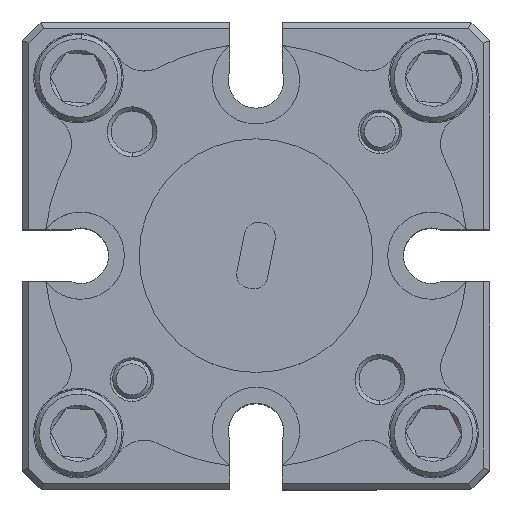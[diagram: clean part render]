
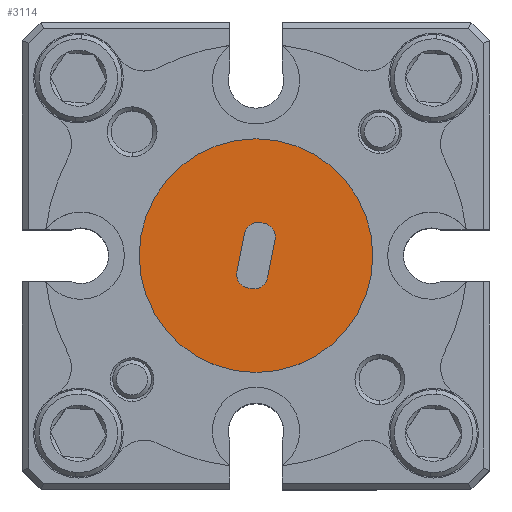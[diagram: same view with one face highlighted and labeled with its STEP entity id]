
A CAD part, top view. The second image highlights one B-rep face of the part: STEP entity #3114.
In plain terms, the highlighted planar face has unit normal (0, 0, 1).
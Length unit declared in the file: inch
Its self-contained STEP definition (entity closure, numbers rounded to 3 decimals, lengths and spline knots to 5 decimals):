
#383 = CARTESIAN_POINT ( 'NONE',  ( 0.375, 0.375, 0.3785 ) ) ;
#390 = EDGE_CURVE ( 'NONE', #10754, #1180, #6726, .T. ) ;
#426 = DIRECTION ( 'NONE',  ( -0.194, -0.981, 0. ) ) ;
#540 = DIRECTION ( 'NONE',  ( 0., -1., 0. ) ) ;
#649 = CARTESIAN_POINT ( 'NONE',  ( 0.00906, 0.03032, 0.3785 ) ) ;
#765 = EDGE_LOOP ( 'NONE', ( #4363, #8866 ) ) ;
#786 = CIRCLE ( 'NONE', #4336, 0.022 ) ;
#972 = ORIENTED_EDGE ( 'NONE', *, *, #3232, .F. ) ;
#979 = AXIS2_PLACEMENT_3D ( 'NONE', #6953, #1408, #9023 ) ;
#1180 = VERTEX_POINT ( 'NONE', #11114 ) ;
#1211 = CARTESIAN_POINT ( 'NONE',  ( -0.01333, -0.0519, 0.3785 ) ) ;
#1408 = DIRECTION ( 'NONE',  ( 0., 0., 1. ) ) ;
#1516 = DIRECTION ( 'NONE',  ( 0., 1., 0. ) ) ;
#1734 = VERTEX_POINT ( 'NONE', #3882 ) ;
#1843 = ORIENTED_EDGE ( 'NONE', *, *, #390, .F. ) ;
#1904 = EDGE_CURVE ( 'NONE', #13490, #10754, #786, .T. ) ;
#1944 = VERTEX_POINT ( 'NONE', #7615 ) ;
#1963 = AXIS2_PLACEMENT_3D ( 'NONE', #383, #2606, #8626 ) ;
#2001 = CARTESIAN_POINT ( 'NONE',  ( -0.00745, -0.05306, 0.3785 ) ) ;
#2166 = AXIS2_PLACEMENT_3D ( 'NONE', #12322, #13240, #11224 ) ;
#2329 = FACE_BOUND ( 'NONE', #6846, .T. ) ;
#2394 = PLANE ( 'NONE',  #1963 ) ;
#2606 = DIRECTION ( 'NONE',  ( 0., 0., -1. ) ) ;
#2731 = DIRECTION ( 'NONE',  ( 0., 0., 1. ) ) ;
#2761 = CIRCLE ( 'NONE', #6307, 0.1875 ) ;
#2845 = ORIENTED_EDGE ( 'NONE', *, *, #7621, .F. ) ;
#3047 = EDGE_CURVE ( 'NONE', #3100, #1944, #5066, .T. ) ;
#3100 = VERTEX_POINT ( 'NONE', #9873 ) ;
#3114 = ADVANCED_FACE ( 'NONE', ( #2329, #12096 ), #2394, .F. ) ;
#3232 = EDGE_CURVE ( 'NONE', #10852, #4566, #3968, .T. ) ;
#3595 = ORIENTED_EDGE ( 'NONE', *, *, #9030, .F. ) ;
#3737 = AXIS2_PLACEMENT_3D ( 'NONE', #649, #2731, #4690 ) ;
#3852 = EDGE_CURVE ( 'NONE', #9683, #12851, #2761, .T. ) ;
#3882 = CARTESIAN_POINT ( 'NONE',  ( 0.01333, 0.0519, 0.3785 ) ) ;
#3957 = AXIS2_PLACEMENT_3D ( 'NONE', #6498, #10706, #4066 ) ;
#3968 = CIRCLE ( 'NONE', #8828, 0.022 ) ;
#4066 = DIRECTION ( 'NONE',  ( 0., -1., 0. ) ) ;
#4096 = LINE ( 'NONE', #8305, #7077 ) ;
#4336 = AXIS2_PLACEMENT_3D ( 'NONE', #12949, #8994, #540 ) ;
#4363 = ORIENTED_EDGE ( 'NONE', *, *, #3852, .T. ) ;
#4365 = CIRCLE ( 'NONE', #2166, 0.022 ) ;
#4566 = VERTEX_POINT ( 'NONE', #1211 ) ;
#4690 = DIRECTION ( 'NONE',  ( 0., 1., 0. ) ) ;
#4893 = DIRECTION ( 'NONE',  ( 0., 0., 1. ) ) ;
#5053 = EDGE_CURVE ( 'NONE', #1944, #10852, #9779, .T. ) ;
#5066 = CIRCLE ( 'NONE', #3957, 0.022 ) ;
#5210 = DIRECTION ( 'NONE',  ( -0.981, 0.194, 0. ) ) ;
#5269 = CARTESIAN_POINT ( 'NONE',  ( 0., 0., 0.3785 ) ) ;
#5274 = ORIENTED_EDGE ( 'NONE', *, *, #5053, .F. ) ;
#5340 = ORIENTED_EDGE ( 'NONE', *, *, #1904, .F. ) ;
#5392 = CARTESIAN_POINT ( 'NONE',  ( -0.03064, -0.02604, 0.3785 ) ) ;
#5521 = CARTESIAN_POINT ( 'NONE',  ( 0., 0.1875, 0.3785 ) ) ;
#6295 = CARTESIAN_POINT ( 'NONE',  ( -0.00745, -0.05306, 0.3785 ) ) ;
#6307 = AXIS2_PLACEMENT_3D ( 'NONE', #5269, #8995, #1516 ) ;
#6498 = CARTESIAN_POINT ( 'NONE',  ( 0.00318, 0.03148, 0.3785 ) ) ;
#6726 = LINE ( 'NONE', #9983, #9365 ) ;
#6846 = EDGE_LOOP ( 'NONE', ( #1843, #5340, #11712, #972, #5274, #13315, #3595, #2845, #9144 ) ) ;
#6953 = CARTESIAN_POINT ( 'NONE',  ( 0., 0., 0.3785 ) ) ;
#7038 = EDGE_CURVE ( 'NONE', #1180, #1734, #9926, .T. ) ;
#7077 = VECTOR ( 'NONE', #5210, 39.37008 ) ;
#7615 = CARTESIAN_POINT ( 'NONE',  ( -0.01841, 0.03576, 0.3785 ) ) ;
#7621 = EDGE_CURVE ( 'NONE', #1734, #10870, #4096, .T. ) ;
#8002 = EDGE_CURVE ( 'NONE', #4566, #13490, #10235, .T. ) ;
#8305 = CARTESIAN_POINT ( 'NONE',  ( 0.01333, 0.0519, 0.3785 ) ) ;
#8595 = CARTESIAN_POINT ( 'NONE',  ( -0.03064, -0.02604, 0.3785 ) ) ;
#8626 = DIRECTION ( 'NONE',  ( 0., -1., 0. ) ) ;
#8773 = CARTESIAN_POINT ( 'NONE',  ( 0.01841, -0.03576, 0.3785 ) ) ;
#8828 = AXIS2_PLACEMENT_3D ( 'NONE', #13336, #4893, #8976 ) ;
#8866 = ORIENTED_EDGE ( 'NONE', *, *, #12814, .T. ) ;
#8976 = DIRECTION ( 'NONE',  ( 0., -1., 0. ) ) ;
#8994 = DIRECTION ( 'NONE',  ( 0., 0., 1. ) ) ;
#8995 = DIRECTION ( 'NONE',  ( 0., 0., 1. ) ) ;
#9023 = DIRECTION ( 'NONE',  ( 0., 1., 0. ) ) ;
#9030 = EDGE_CURVE ( 'NONE', #10870, #3100, #4365, .T. ) ;
#9144 = ORIENTED_EDGE ( 'NONE', *, *, #7038, .F. ) ;
#9290 = VECTOR ( 'NONE', #426, 39.37008 ) ;
#9365 = VECTOR ( 'NONE', #11287, 39.37008 ) ;
#9683 = VERTEX_POINT ( 'NONE', #5521 ) ;
#9779 = LINE ( 'NONE', #8595, #9290 ) ;
#9873 = CARTESIAN_POINT ( 'NONE',  ( 0.00318, 0.05348, 0.3785 ) ) ;
#9926 = CIRCLE ( 'NONE', #3737, 0.022 ) ;
#9983 = CARTESIAN_POINT ( 'NONE',  ( 0.01841, -0.03576, 0.3785 ) ) ;
#10235 = LINE ( 'NONE', #6295, #12097 ) ;
#10706 = DIRECTION ( 'NONE',  ( 0., 0., 1. ) ) ;
#10754 = VERTEX_POINT ( 'NONE', #8773 ) ;
#10851 = CARTESIAN_POINT ( 'NONE',  ( 0.00745, 0.05306, 0.3785 ) ) ;
#10852 = VERTEX_POINT ( 'NONE', #5392 ) ;
#10870 = VERTEX_POINT ( 'NONE', #10851 ) ;
#11114 = CARTESIAN_POINT ( 'NONE',  ( 0.03064, 0.02604, 0.3785 ) ) ;
#11180 = CARTESIAN_POINT ( 'NONE',  ( 0., -0.1875, 0.3785 ) ) ;
#11224 = DIRECTION ( 'NONE',  ( 0., -1., 0. ) ) ;
#11287 = DIRECTION ( 'NONE',  ( 0.194, 0.981, 0. ) ) ;
#11712 = ORIENTED_EDGE ( 'NONE', *, *, #8002, .F. ) ;
#12096 = FACE_OUTER_BOUND ( 'NONE', #765, .T. ) ;
#12097 = VECTOR ( 'NONE', #12590, 39.37008 ) ;
#12322 = CARTESIAN_POINT ( 'NONE',  ( 0.00318, 0.03148, 0.3785 ) ) ;
#12590 = DIRECTION ( 'NONE',  ( 0.981, -0.194, 0. ) ) ;
#12814 = EDGE_CURVE ( 'NONE', #12851, #9683, #13596, .T. ) ;
#12851 = VERTEX_POINT ( 'NONE', #11180 ) ;
#12949 = CARTESIAN_POINT ( 'NONE',  ( -0.00318, -0.03148, 0.3785 ) ) ;
#13240 = DIRECTION ( 'NONE',  ( 0., 0., 1. ) ) ;
#13315 = ORIENTED_EDGE ( 'NONE', *, *, #3047, .F. ) ;
#13336 = CARTESIAN_POINT ( 'NONE',  ( -0.00906, -0.03032, 0.3785 ) ) ;
#13490 = VERTEX_POINT ( 'NONE', #2001 ) ;
#13596 = CIRCLE ( 'NONE', #979, 0.1875 ) ;
